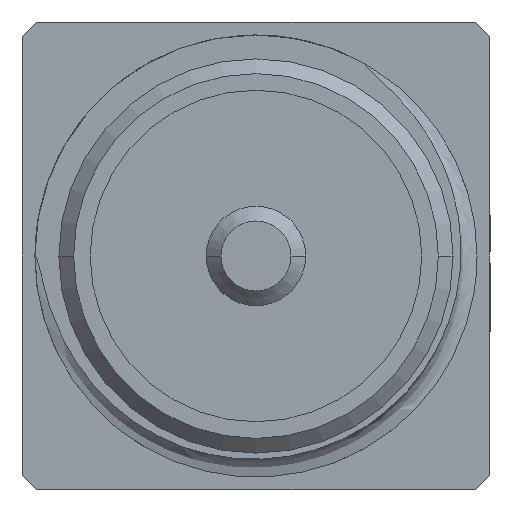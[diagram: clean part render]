
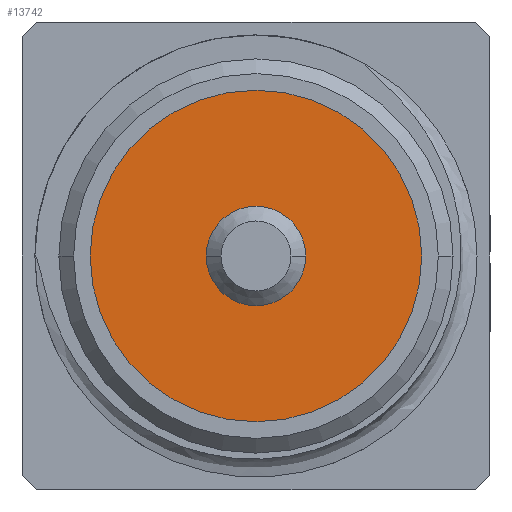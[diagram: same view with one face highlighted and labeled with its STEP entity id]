
A CAD part, front view. The second image highlights one B-rep face of the part: STEP entity #13742.
In plain terms, the highlighted planar face has unit normal (0, -1, 0).
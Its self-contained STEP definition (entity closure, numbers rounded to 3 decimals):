
#620 = FACE_BOUND ( 'NONE', #3303, .T. ) ;
#748 = CARTESIAN_POINT ( 'NONE',  ( -2.25, -3.7, 2.8 ) ) ;
#802 = DIRECTION ( 'NONE',  ( 0., -1., 0. ) ) ;
#1783 = PLANE ( 'NONE',  #6243 ) ;
#2230 = DIRECTION ( 'NONE',  ( 0., -1., 0. ) ) ;
#2344 = EDGE_CURVE ( 'NONE', #7006, #12348, #16868, .T. ) ;
#2968 = CIRCLE ( 'NONE', #4449, 2.25 ) ;
#3303 = EDGE_LOOP ( 'NONE', ( #8148, #13547 ) ) ;
#3469 = CARTESIAN_POINT ( 'NONE',  ( 0., -3.7, 2.8 ) ) ;
#3703 = CIRCLE ( 'NONE', #4885, 0.675 ) ;
#4215 = EDGE_CURVE ( 'NONE', #12348, #7006, #3703, .T. ) ;
#4284 = ORIENTED_EDGE ( 'NONE', *, *, #8391, .T. ) ;
#4428 = DIRECTION ( 'NONE',  ( 1., 0., 0. ) ) ;
#4449 = AXIS2_PLACEMENT_3D ( 'NONE', #18665, #11406, #4428 ) ;
#4661 = AXIS2_PLACEMENT_3D ( 'NONE', #17143, #15299, #18460 ) ;
#4738 = ORIENTED_EDGE ( 'NONE', *, *, #14087, .T. ) ;
#4885 = AXIS2_PLACEMENT_3D ( 'NONE', #3469, #2230, #12425 ) ;
#5011 = AXIS2_PLACEMENT_3D ( 'NONE', #7433, #16321, #17672 ) ;
#5380 = DIRECTION ( 'NONE',  ( 1., 0., 0. ) ) ;
#5720 = CARTESIAN_POINT ( 'NONE',  ( -0.675, -3.7, 2.8 ) ) ;
#6243 = AXIS2_PLACEMENT_3D ( 'NONE', #13845, #802, #5380 ) ;
#7006 = VERTEX_POINT ( 'NONE', #5720 ) ;
#7433 = CARTESIAN_POINT ( 'NONE',  ( 0., -3.7, 2.8 ) ) ;
#8148 = ORIENTED_EDGE ( 'NONE', *, *, #2344, .F. ) ;
#8391 = EDGE_CURVE ( 'NONE', #16947, #18449, #2968, .T. ) ;
#11406 = DIRECTION ( 'NONE',  ( 0., -1., 0. ) ) ;
#12348 = VERTEX_POINT ( 'NONE', #12789 ) ;
#12425 = DIRECTION ( 'NONE',  ( 1., 0., 0. ) ) ;
#12685 = CARTESIAN_POINT ( 'NONE',  ( 2.25, -3.7, 2.8 ) ) ;
#12789 = CARTESIAN_POINT ( 'NONE',  ( 0.675, -3.7, 2.8 ) ) ;
#13547 = ORIENTED_EDGE ( 'NONE', *, *, #4215, .F. ) ;
#13600 = EDGE_LOOP ( 'NONE', ( #4738, #4284 ) ) ;
#13742 = ADVANCED_FACE ( 'NONE', ( #620, #14825 ), #1783, .T. ) ;
#13845 = CARTESIAN_POINT ( 'NONE',  ( 0., -3.7, 2.8 ) ) ;
#14087 = EDGE_CURVE ( 'NONE', #18449, #16947, #16010, .T. ) ;
#14825 = FACE_OUTER_BOUND ( 'NONE', #13600, .T. ) ;
#15299 = DIRECTION ( 'NONE',  ( 0., -1., 0. ) ) ;
#16010 = CIRCLE ( 'NONE', #5011, 2.25 ) ;
#16321 = DIRECTION ( 'NONE',  ( 0., -1., 0. ) ) ;
#16868 = CIRCLE ( 'NONE', #4661, 0.675 ) ;
#16947 = VERTEX_POINT ( 'NONE', #748 ) ;
#17143 = CARTESIAN_POINT ( 'NONE',  ( 0., -3.7, 2.8 ) ) ;
#17672 = DIRECTION ( 'NONE',  ( 1., 0., 0. ) ) ;
#18449 = VERTEX_POINT ( 'NONE', #12685 ) ;
#18460 = DIRECTION ( 'NONE',  ( 1., 0., 0. ) ) ;
#18665 = CARTESIAN_POINT ( 'NONE',  ( 0., -3.7, 2.8 ) ) ;
